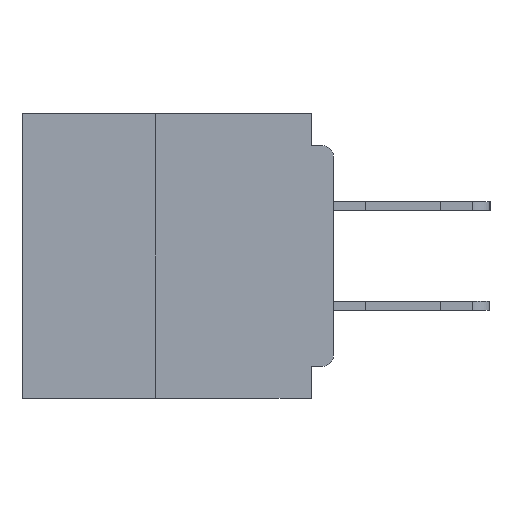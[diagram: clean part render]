
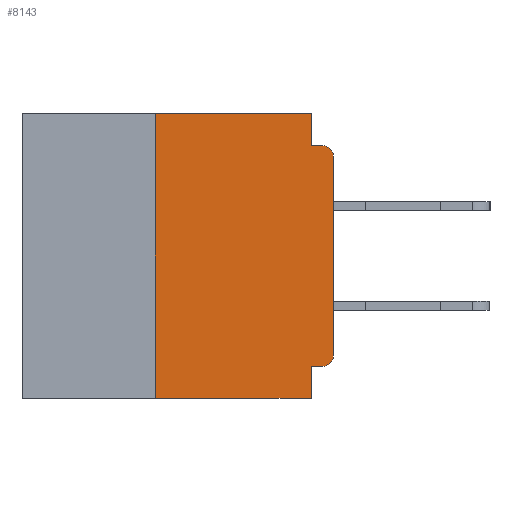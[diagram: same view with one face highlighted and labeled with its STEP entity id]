
A CAD part, left-side view. The second image highlights one B-rep face of the part: STEP entity #8143.
In plain terms, the highlighted planar face has unit normal (-1, 0, 0).
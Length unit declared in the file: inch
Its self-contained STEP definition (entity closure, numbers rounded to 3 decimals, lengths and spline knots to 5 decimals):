
#179 = CARTESIAN_POINT ( 'NONE',  ( 0., 0.015, -0.34 ) ) ;
#334 = VECTOR ( 'NONE', #5997, 39.37008 ) ;
#917 = LINE ( 'NONE', #20426, #32907 ) ;
#1004 = FACE_OUTER_BOUND ( 'NONE', #10904, .T. ) ;
#2094 = DIRECTION ( 'NONE',  ( 0., 0., -1. ) ) ;
#2438 = AXIS2_PLACEMENT_3D ( 'NONE', #34014, #21710, #3126 ) ;
#2583 = ORIENTED_EDGE ( 'NONE', *, *, #32109, .T. ) ;
#3126 = DIRECTION ( 'NONE',  ( 0., 0., -1. ) ) ;
#3321 = DIRECTION ( 'NONE',  ( 0., 0., -1. ) ) ;
#3356 = EDGE_CURVE ( 'NONE', #12123, #26179, #917, .T. ) ;
#3573 = CARTESIAN_POINT ( 'NONE',  ( 0., 0.031, -0.4 ) ) ;
#4324 = CARTESIAN_POINT ( 'NONE',  ( 0., 0.437, 0. ) ) ;
#4472 = CARTESIAN_POINT ( 'NONE',  ( 0., 0., -0.06 ) ) ;
#4775 = VERTEX_POINT ( 'NONE', #27739 ) ;
#5904 = CARTESIAN_POINT ( 'NONE',  ( 0., 0.25, -0.4 ) ) ;
#5997 = DIRECTION ( 'NONE',  ( 0., -1., 0. ) ) ;
#6504 = LINE ( 'NONE', #18307, #30209 ) ;
#7026 = LINE ( 'NONE', #3573, #38974 ) ;
#7447 = DIRECTION ( 'NONE',  ( 0., -1., 0. ) ) ;
#8143 = ADVANCED_FACE ( 'NONE', ( #1004 ), #16244, .F. ) ;
#9876 = AXIS2_PLACEMENT_3D ( 'NONE', #39191, #20658, #2094 ) ;
#10204 = EDGE_CURVE ( 'NONE', #20874, #24135, #32336, .T. ) ;
#10599 = CIRCLE ( 'NONE', #9876, 0.015 ) ;
#10904 = EDGE_LOOP ( 'NONE', ( #25842, #12068, #26955, #24658, #22567, #28415, #2583, #24930, #14665, #32081 ) ) ;
#10973 = LINE ( 'NONE', #4324, #26457 ) ;
#12068 = ORIENTED_EDGE ( 'NONE', *, *, #38058, .T. ) ;
#12123 = VERTEX_POINT ( 'NONE', #19506 ) ;
#14266 = VECTOR ( 'NONE', #16292, 39.37008 ) ;
#14665 = ORIENTED_EDGE ( 'NONE', *, *, #3356, .F. ) ;
#15031 = VERTEX_POINT ( 'NONE', #5904 ) ;
#16244 = PLANE ( 'NONE',  #2438 ) ;
#16292 = DIRECTION ( 'NONE',  ( 0., -1., 0. ) ) ;
#17759 = VERTEX_POINT ( 'NONE', #21197 ) ;
#18144 = EDGE_CURVE ( 'NONE', #15031, #25970, #40066, .T. ) ;
#18307 = CARTESIAN_POINT ( 'NONE',  ( 0., 0.031, 0. ) ) ;
#19506 = CARTESIAN_POINT ( 'NONE',  ( 0., 0.015, -0.355 ) ) ;
#20426 = CARTESIAN_POINT ( 'NONE',  ( 0., 0., -0.355 ) ) ;
#20658 = DIRECTION ( 'NONE',  ( -1., 0., 0. ) ) ;
#20874 = VERTEX_POINT ( 'NONE', #35562 ) ;
#21197 = CARTESIAN_POINT ( 'NONE',  ( 0., 0.031, -0.4 ) ) ;
#21256 = CIRCLE ( 'NONE', #39621, 0.015 ) ;
#21710 = DIRECTION ( 'NONE',  ( 1., 0., 0. ) ) ;
#21904 = DIRECTION ( 'NONE',  ( -1., 0., 0. ) ) ;
#22169 = VERTEX_POINT ( 'NONE', #4472 ) ;
#22567 = ORIENTED_EDGE ( 'NONE', *, *, #39125, .F. ) ;
#23317 = VECTOR ( 'NONE', #24299, 39.37008 ) ;
#23608 = VECTOR ( 'NONE', #35377, 39.37008 ) ;
#24135 = VERTEX_POINT ( 'NONE', #40156 ) ;
#24174 = CARTESIAN_POINT ( 'NONE',  ( 0., 0., 0. ) ) ;
#24299 = DIRECTION ( 'NONE',  ( 0., 0., 1. ) ) ;
#24525 = DIRECTION ( 'NONE',  ( 0., 0., -1. ) ) ;
#24658 = ORIENTED_EDGE ( 'NONE', *, *, #28501, .F. ) ;
#24930 = ORIENTED_EDGE ( 'NONE', *, *, #32056, .F. ) ;
#25842 = ORIENTED_EDGE ( 'NONE', *, *, #29988, .T. ) ;
#25970 = VERTEX_POINT ( 'NONE', #33947 ) ;
#26179 = VERTEX_POINT ( 'NONE', #38111 ) ;
#26457 = VECTOR ( 'NONE', #7447, 39.37008 ) ;
#26955 = ORIENTED_EDGE ( 'NONE', *, *, #10204, .F. ) ;
#27739 = CARTESIAN_POINT ( 'NONE',  ( 0., 0.031, 0. ) ) ;
#28415 = ORIENTED_EDGE ( 'NONE', *, *, #18144, .F. ) ;
#28501 = EDGE_CURVE ( 'NONE', #4775, #20874, #6504, .T. ) ;
#29988 = EDGE_CURVE ( 'NONE', #38332, #22169, #30547, .T. ) ;
#30209 = VECTOR ( 'NONE', #24525, 39.37008 ) ;
#30547 = LINE ( 'NONE', #24174, #23317 ) ;
#30736 = CARTESIAN_POINT ( 'NONE',  ( 0., 0., -0.045 ) ) ;
#31169 = CARTESIAN_POINT ( 'NONE',  ( 0., 0., -0.34 ) ) ;
#31442 = DIRECTION ( 'NONE',  ( 0., 0., -1. ) ) ;
#32056 = EDGE_CURVE ( 'NONE', #26179, #17759, #7026, .T. ) ;
#32081 = ORIENTED_EDGE ( 'NONE', *, *, #35690, .T. ) ;
#32109 = EDGE_CURVE ( 'NONE', #15031, #17759, #37046, .T. ) ;
#32241 = CARTESIAN_POINT ( 'NONE',  ( 0., 0.25, -0.4 ) ) ;
#32336 = LINE ( 'NONE', #30736, #334 ) ;
#32907 = VECTOR ( 'NONE', #38948, 39.37008 ) ;
#33947 = CARTESIAN_POINT ( 'NONE',  ( 0., 0.25, 0. ) ) ;
#34014 = CARTESIAN_POINT ( 'NONE',  ( 0., 0.437, 0. ) ) ;
#34854 = CARTESIAN_POINT ( 'NONE',  ( 0., 0.437, -0.4 ) ) ;
#35377 = DIRECTION ( 'NONE',  ( 0., 0., 1. ) ) ;
#35562 = CARTESIAN_POINT ( 'NONE',  ( 0., 0.031, -0.045 ) ) ;
#35690 = EDGE_CURVE ( 'NONE', #12123, #38332, #21256, .T. ) ;
#37046 = LINE ( 'NONE', #34854, #14266 ) ;
#38058 = EDGE_CURVE ( 'NONE', #22169, #24135, #10599, .T. ) ;
#38111 = CARTESIAN_POINT ( 'NONE',  ( 0., 0.031, -0.355 ) ) ;
#38332 = VERTEX_POINT ( 'NONE', #31169 ) ;
#38948 = DIRECTION ( 'NONE',  ( 0., 1., 0. ) ) ;
#38974 = VECTOR ( 'NONE', #31442, 39.37008 ) ;
#39125 = EDGE_CURVE ( 'NONE', #25970, #4775, #10973, .T. ) ;
#39191 = CARTESIAN_POINT ( 'NONE',  ( 0., 0.015, -0.06 ) ) ;
#39621 = AXIS2_PLACEMENT_3D ( 'NONE', #179, #21904, #3321 ) ;
#40066 = LINE ( 'NONE', #32241, #23608 ) ;
#40156 = CARTESIAN_POINT ( 'NONE',  ( 0., 0.015, -0.045 ) ) ;
